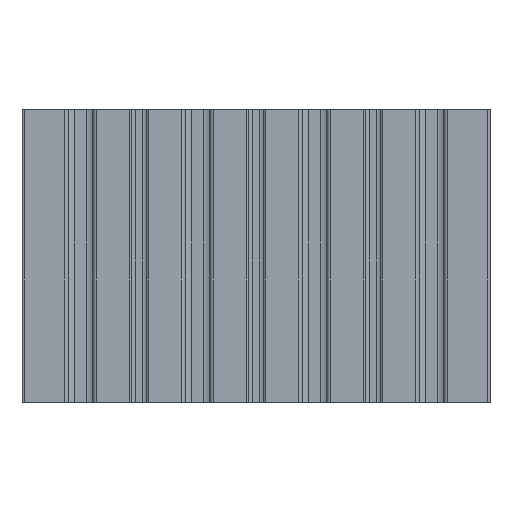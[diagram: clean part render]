
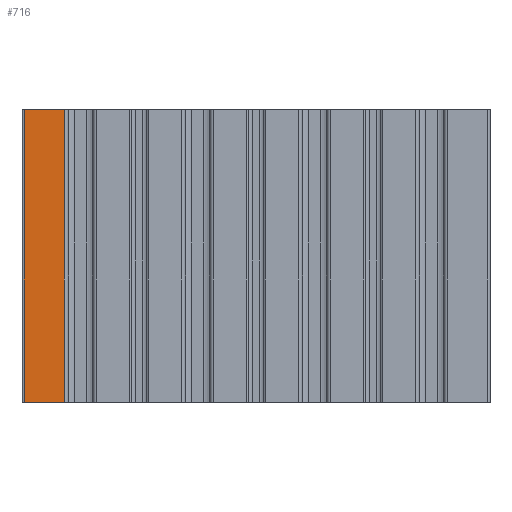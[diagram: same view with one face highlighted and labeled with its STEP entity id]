
A CAD part, top view. The second image highlights one B-rep face of the part: STEP entity #716.
In plain terms, the highlighted planar face has unit normal (0, 0, 1).
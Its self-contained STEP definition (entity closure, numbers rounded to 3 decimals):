
#716 = ADVANCED_FACE( '', ( #1580 ), #1581, .T. );
#1580 = FACE_OUTER_BOUND( '', #2595, .T. );
#1581 = PLANE( '', #2596 );
#2595 = EDGE_LOOP( '', ( #4499, #4500, #4501, #4502 ) );
#2596 = AXIS2_PLACEMENT_3D( '', #4503, #4504, #4505 );
#4499 = ORIENTED_EDGE( '', *, *, #7198, .F. );
#4500 = ORIENTED_EDGE( '', *, *, #7199, .F. );
#4501 = ORIENTED_EDGE( '', *, *, #7200, .T. );
#4502 = ORIENTED_EDGE( '', *, *, #6947, .T. );
#4503 = CARTESIAN_POINT( '', ( -65.6, 100., 8. ) );
#4504 = DIRECTION( '', ( 0., 0., 1. ) );
#4505 = DIRECTION( '', ( 0., -1., 0. ) );
#6947 = EDGE_CURVE( '', #8661, #8658, #8662, .T. );
#7198 = EDGE_CURVE( '', #9060, #8658, #9061, .T. );
#7199 = EDGE_CURVE( '', #9062, #9060, #9063, .T. );
#7200 = EDGE_CURVE( '', #9062, #8661, #9064, .T. );
#8658 = VERTEX_POINT( '', #10955 );
#8661 = VERTEX_POINT( '', #10958 );
#8662 = LINE( '', #10959, #10960 );
#9060 = VERTEX_POINT( '', #11472 );
#9061 = LINE( '', #11473, #11474 );
#9062 = VERTEX_POINT( '', #11475 );
#9063 = LINE( '', #11476, #11477 );
#9064 = LINE( '', #11478, #11479 );
#10955 = CARTESIAN_POINT( '', ( -79.25, 0., 8. ) );
#10958 = CARTESIAN_POINT( '', ( -79.25, 100., 8. ) );
#10959 = CARTESIAN_POINT( '', ( -79.25, 100., 8. ) );
#10960 = VECTOR( '', #13014, 1000. );
#11472 = CARTESIAN_POINT( '', ( -65.6, 0., 8. ) );
#11473 = CARTESIAN_POINT( '', ( -65.6, 0., 8. ) );
#11474 = VECTOR( '', #13360, 1000. );
#11475 = CARTESIAN_POINT( '', ( -65.6, 100., 8. ) );
#11476 = CARTESIAN_POINT( '', ( -65.6, 100., 8. ) );
#11477 = VECTOR( '', #13361, 1000. );
#11478 = CARTESIAN_POINT( '', ( -65.6, 100., 8. ) );
#11479 = VECTOR( '', #13362, 1000. );
#13014 = DIRECTION( '', ( 0., -1., 0. ) );
#13360 = DIRECTION( '', ( -1., 0., 0. ) );
#13361 = DIRECTION( '', ( 0., -1., 0. ) );
#13362 = DIRECTION( '', ( -1., 0., 0. ) );
